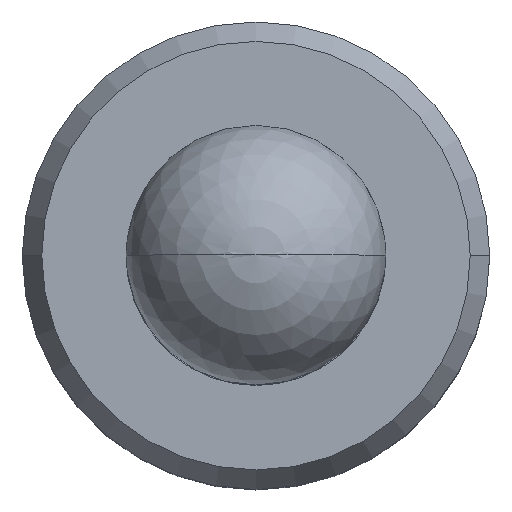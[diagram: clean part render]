
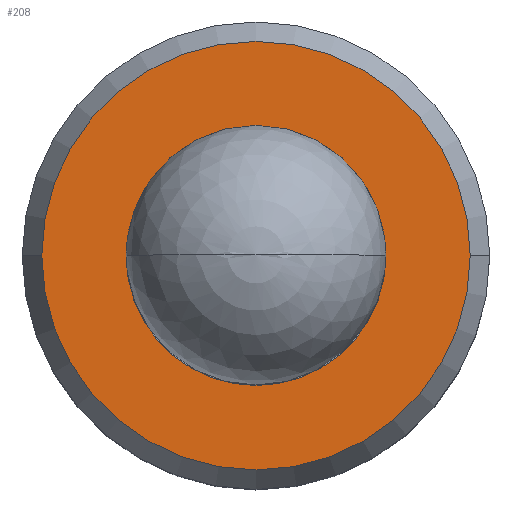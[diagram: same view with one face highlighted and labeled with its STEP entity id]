
A CAD part, top view. The second image highlights one B-rep face of the part: STEP entity #208.
In plain terms, the highlighted planar face has unit normal (0, 0, 1).
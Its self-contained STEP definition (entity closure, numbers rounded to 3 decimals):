
#130=EDGE_CURVE('',#158,#232,#343,.T.);
#142=EDGE_CURVE('',#198,#178,#357,.T.);
#158=VERTEX_POINT('',#375);
#166=EDGE_CURVE('',#178,#198,#384,.T.);
#172=EDGE_CURVE('',#232,#158,#390,.T.);
#178=VERTEX_POINT('',#396);
#198=VERTEX_POINT('',#419);
#208=ADVANCED_FACE('',(#429,#430),#431,.T.);
#232=VERTEX_POINT('',#460);
#343=CIRCLE('',#576,8.25);
#357=CIRCLE('',#591,5.0);
#375=CARTESIAN_POINT('',(-8.25,0.,0.));
#384=CIRCLE('',#625,5.0);
#390=CIRCLE('',#635,8.25);
#396=CARTESIAN_POINT('',(5.0,0.,0.));
#419=CARTESIAN_POINT('',(-5.0,0.,0.));
#429=FACE_OUTER_BOUND('',#682,.T.);
#430=FACE_BOUND('',#683,.T.);
#431=PLANE('',#684);
#460=CARTESIAN_POINT('',(8.25,0.,0.));
#576=AXIS2_PLACEMENT_3D('',#854,#855,#856);
#591=AXIS2_PLACEMENT_3D('',#877,#878,#879);
#625=AXIS2_PLACEMENT_3D('',#908,#909,#910);
#635=AXIS2_PLACEMENT_3D('',#915,#916,#917);
#682=EDGE_LOOP('',(#959,#960));
#683=EDGE_LOOP('',(#961,#962));
#684=AXIS2_PLACEMENT_3D('',#963,#964,#965);
#854=CARTESIAN_POINT('',(0.,0.,0.));
#855=DIRECTION('',(0.0,0.0,1.0));
#856=DIRECTION('',(-1.0,0.,0.0));
#877=CARTESIAN_POINT('',(0.,0.,0.));
#878=DIRECTION('',(0.0,0.0,1.0));
#879=DIRECTION('',(-1.0,0.,0.0));
#908=CARTESIAN_POINT('',(0.,0.,0.));
#909=DIRECTION('',(0.0,0.0,1.0));
#910=DIRECTION('',(-1.0,0.,0.0));
#915=CARTESIAN_POINT('',(0.,0.,0.));
#916=DIRECTION('',(0.0,0.0,1.0));
#917=DIRECTION('',(-1.0,0.,0.0));
#959=ORIENTED_EDGE('',*,*,#130,.T.);
#960=ORIENTED_EDGE('',*,*,#172,.T.);
#961=ORIENTED_EDGE('',*,*,#142,.F.);
#962=ORIENTED_EDGE('',*,*,#166,.F.);
#963=CARTESIAN_POINT('',(-6.625,0.,0.));
#964=DIRECTION('',(0.0,0.0,1.0));
#965=DIRECTION('',(-1.0,0.,0.0));
